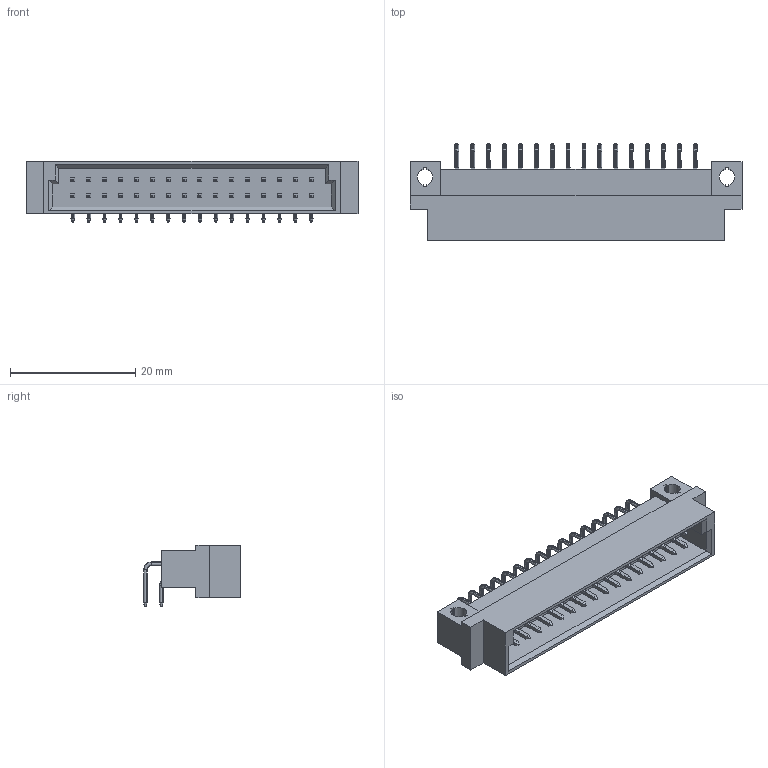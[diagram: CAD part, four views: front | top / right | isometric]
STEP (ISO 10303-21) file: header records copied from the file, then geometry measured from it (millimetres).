
FILE_DESCRIPTION((''),'2;1');
FILE_NAME('86092325313755ELF_SW0001','2021-04-07T',('MJacob'),('AFCI'),'CREO PARAMETRIC BY PTC INC, 2016130','CREO PARAMETRIC BY PTC INC, 2016130','');
FILE_SCHEMA(('CONFIG_CONTROL_DESIGN'));
Length unit declared in the file: millimetre
Products named in the file (1): 86092325313755ELF_SW0001
Bounding box: 53.06 x 15.47 x 9.78 mm (x, y, z)
Volume: 2500.5 mm3; surface area: 4162.2 mm2
Topology: 1 solids, 1 shells, 1749 faces, 4494 edges, 2684 vertices
Faces by surface type: plane 785, cylinder 580, torus 192, cone 192
Entity records: 52898 total; most frequent: CARTESIAN_POINT 10111, ORIENTED_EDGE 8988, DIRECTION 8960, EDGE_CURVE 4494, VECTOR 3014, LINE 3014, AXIS2_PLACEMENT_3D 2973, VERTEX_POINT 2684
